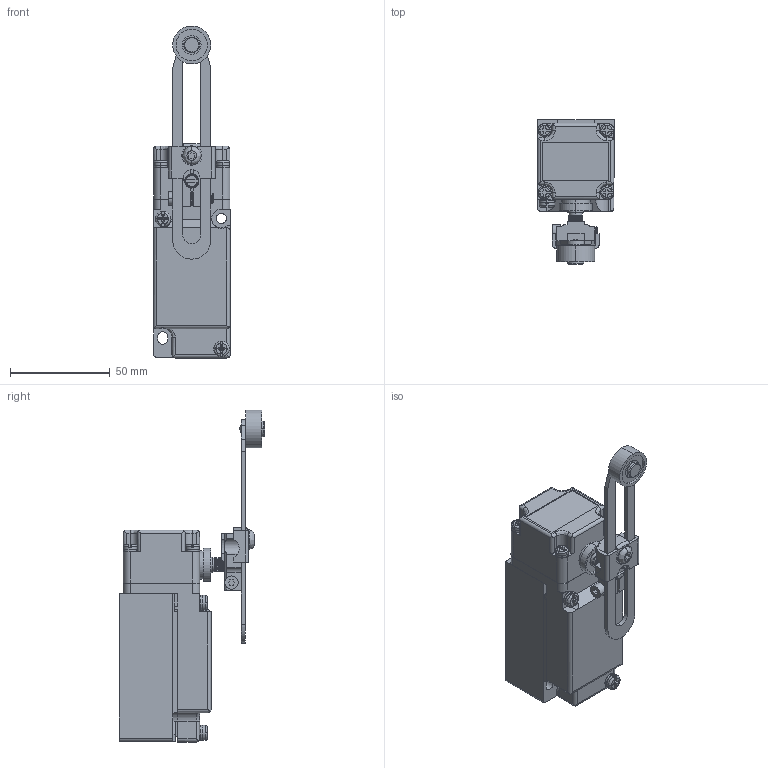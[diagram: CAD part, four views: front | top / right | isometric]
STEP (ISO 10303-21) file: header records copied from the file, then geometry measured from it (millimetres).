
FILE_DESCRIPTION (( 'STEP AP203' ), '1' );
FILE_NAME ('F25ASRL201.STEP', '2016-07-20T13:02:06', ( 'Sam' ), ( 'Spade' ), 'SwSTEP 2.0', 'SolidWorks 2002296', '' );
FILE_SCHEMA (( 'CONFIG_CONTROL_DESIGN' ));
Length unit declared in the file: inch
Products named in the file (22): F25ASRL201; Imported76; Imported75; Imported80; Imported79; Imported78; Imported77; Imported83; Imported82; Imported81; Imported86; Imported85; Imported84; Imported90; Imported89; Imported88; Imported87; Imported93; Imported92; Imported91; Imported95; Imported94
Assembly tree (21 placements, depth 2):
  F25ASRL201
    Imported85
    Imported81
    Imported84
    Imported76
    Imported86
    Imported89
    Imported78
    Imported83
    Imported80
    Imported82
    Imported90
    Imported92
    Imported91
    Imported75
    Imported93
    Imported77
    Imported79
    Imported88
    Imported94
    Imported87
    Imported95
Bounding box: 38.61 x 72.81 x 166.53 mm (x, y, z)
Volume: 173954.8 mm3; surface area: 52270.4 mm2
Topology: 21 solids, 21 shells, 1109 faces, 2819 edges, 1782 vertices
Faces by surface type: plane 536, cone 281, cylinder 257, bspline 35
Entity records: 42138 total; most frequent: CARTESIAN_POINT 13597, ORIENTED_EDGE 5638, DIRECTION 5201, EDGE_CURVE 2819, AXIS2_PLACEMENT_3D 1796, VERTEX_POINT 1782, LINE 1609, VECTOR 1609
